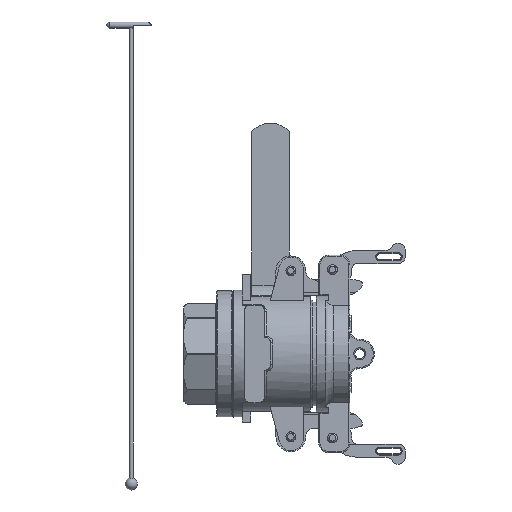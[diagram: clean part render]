
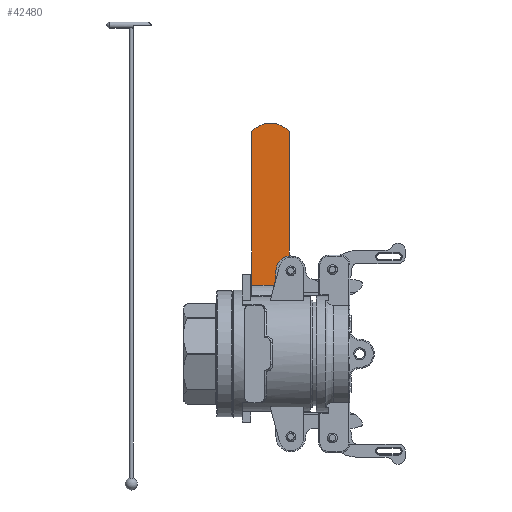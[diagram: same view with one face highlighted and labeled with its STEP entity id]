
A CAD part, front view. The second image highlights one B-rep face of the part: STEP entity #42480.
In plain terms, the highlighted planar face has unit normal (0, -1, 0).
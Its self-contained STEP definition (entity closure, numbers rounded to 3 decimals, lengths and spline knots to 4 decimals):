
#960=PLANE('',#45328);
#5046=LINE('',#80277,#8382);
#5059=LINE('',#80310,#8395);
#5065=LINE('',#80330,#8401);
#8382=VECTOR('',#51208,0.3937);
#8395=VECTOR('',#51233,0.3937);
#8401=VECTOR('',#51257,0.3937);
#13243=FACE_OUTER_BOUND('',#15839,.T.);
#15839=EDGE_LOOP('',(#34939,#34940,#34941,#34942));
#17870=CIRCLE('',#45329,0.625);
#20551=VERTEX_POINT('',#80274);
#20552=VERTEX_POINT('',#80276);
#20565=VERTEX_POINT('',#80307);
#20566=VERTEX_POINT('',#80309);
#25650=EDGE_CURVE('',#20551,#20552,#5046,.T.);
#25667=EDGE_CURVE('',#20565,#20566,#5059,.T.);
#25678=EDGE_CURVE('',#20566,#20551,#5065,.T.);
#25680=EDGE_CURVE('',#20565,#20552,#17870,.T.);
#34939=ORIENTED_EDGE('',*,*,#25678,.F.);
#34940=ORIENTED_EDGE('',*,*,#25667,.F.);
#34941=ORIENTED_EDGE('',*,*,#25680,.T.);
#34942=ORIENTED_EDGE('',*,*,#25650,.F.);
#42480=ADVANCED_FACE('',(#13243),#960,.T.);
#45328=AXIS2_PLACEMENT_3D('',#80332,#51259,#51260);
#45329=AXIS2_PLACEMENT_3D('',#80333,#51261,#51262);
#51208=DIRECTION('',(-1.,0.,0.));
#51233=DIRECTION('',(1.,0.,0.));
#51257=DIRECTION('',(0.,0.,-1.));
#51259=DIRECTION('center_axis',(0.,-1.,0.));
#51260=DIRECTION('ref_axis',(1.,0.,0.));
#51261=DIRECTION('center_axis',(0.,-1.,0.));
#51262=DIRECTION('ref_axis',(0.65,0.,0.76));
#80274=CARTESIAN_POINT('',(-2.3892,0.86,-0.475));
#80276=CARTESIAN_POINT('',(-6.3212,0.86,-0.475));
#80277=CARTESIAN_POINT('',(-2.1821,0.86,-0.475));
#80307=CARTESIAN_POINT('',(-6.3212,0.86,0.475));
#80309=CARTESIAN_POINT('',(-2.3892,0.86,0.475));
#80310=CARTESIAN_POINT('',(-2.1821,0.86,0.475));
#80330=CARTESIAN_POINT('',(-2.3892,0.86,0.));
#80332=CARTESIAN_POINT('Origin',(-6.54,0.86,0.));
#80333=CARTESIAN_POINT('Origin',(-5.915,0.86,0.));
